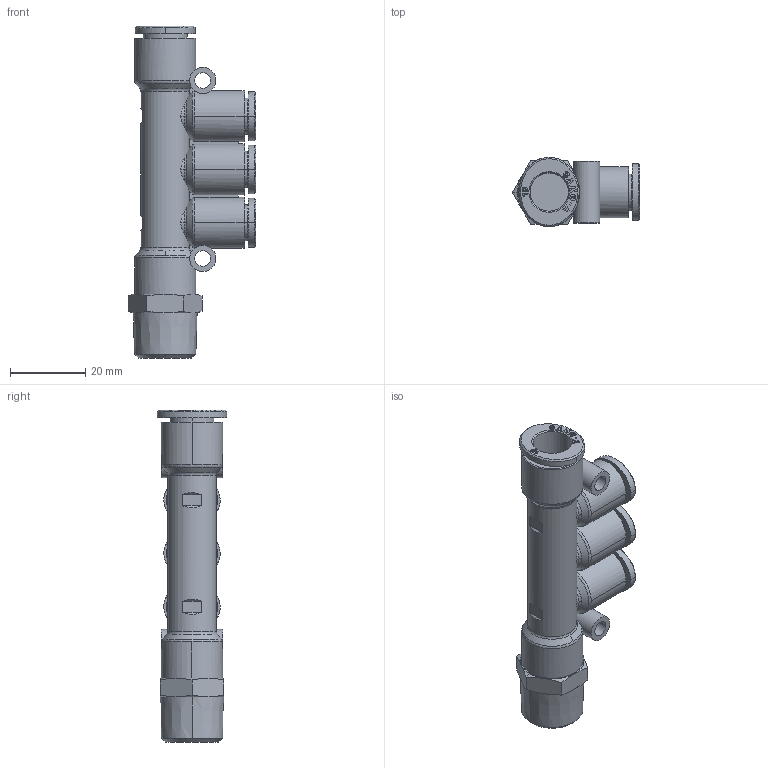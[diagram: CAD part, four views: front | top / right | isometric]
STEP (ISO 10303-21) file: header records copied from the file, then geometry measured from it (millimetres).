
FILE_DESCRIPTION (( 'STEP AP214' ), '1' );
FILE_NAME ('PKD10-08-03.stp', '2015-09-16T10:29:16', ( '' ), ( '' ), 'SwSTEP 2.0', 'SolidWorks 2015', '' );
FILE_SCHEMA (( 'AUTOMOTIVE_DESIGN' ));
Length unit declared in the file: millimetre
Products named in the file (2): PKD10-08-03; ｦ+ﾃｦ1
Assembly tree (1 placements, depth 2):
  PKD10-08-03
    ｦ+ﾃｦ1
Bounding box: 33.91 x 18.5 x 88.4 mm (x, y, z)
Volume: 17725.6 mm3; surface area: 11239.3 mm2
Topology: 1 solids, 1 shells, 1665 faces, 4732 edges, 3144 vertices
Faces by surface type: plane 1420, bspline 107, cylinder 68, cone 59, torus 11
Entity records: 58381 total; most frequent: CARTESIAN_POINT 14631, ORIENTED_EDGE 9464, DIRECTION 7735, EDGE_CURVE 4732, LINE 4139, VECTOR 4139, VERTEX_POINT 3144, AXIS2_PLACEMENT_3D 1798
